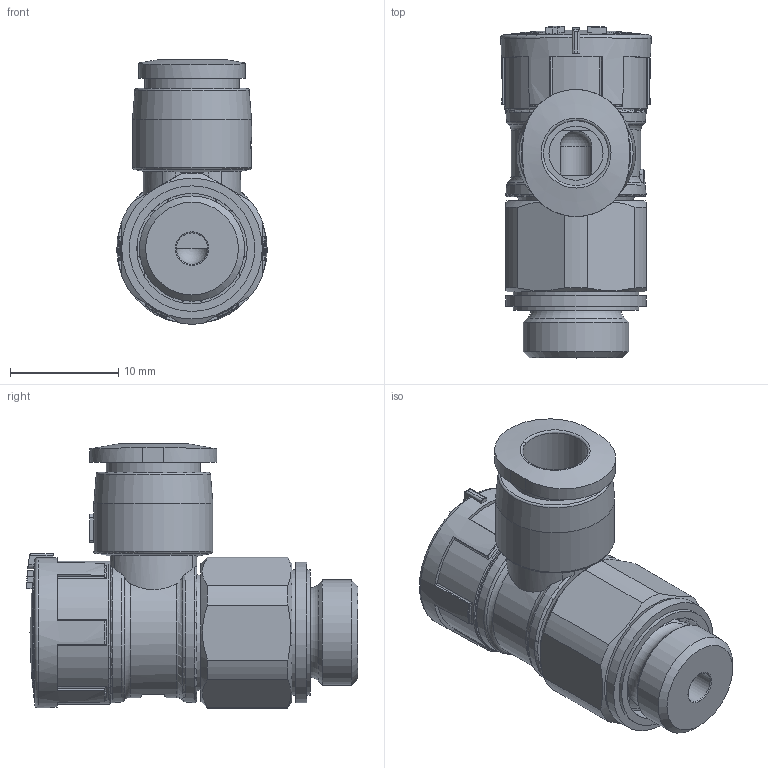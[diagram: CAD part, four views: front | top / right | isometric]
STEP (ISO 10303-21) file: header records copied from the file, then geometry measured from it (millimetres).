
FILE_DESCRIPTION(/* description */ ('STEP AP214'),/* implementation_level */ '2;1');
FILE_NAME(/* name */ '8095433_VFOE-LE-T-G18-Q6-P50',/* time_stamp */ '2024-09-16T11:45:14+02:00',/* author */ ('License CC BY-ND 4.0'),/* organization */ ('CADENAS'),/* preprocessor_version */ 'ST-DEVELOPER v19.3',/* originating_system */ 'PARTsolutions',/* authorisation */ ' ');
FILE_SCHEMA (('AUTOMOTIVE_DESIGN {1 0 10303 214 3 1 1}'));
Length unit declared in the file: millimetre
Products named in the file (3): 8095433 VFOE-LE-T-G18-Q6-P50---(high); 8068726 VFOE-LE-T-G18-Q6---(highp); 33840 OL-1/8
Assembly tree (2 placements, depth 2):
  8095433 VFOE-LE-T-G18-Q6-P50---(high)
    8068726 VFOE-LE-T-G18-Q6---(highp)
    33840 OL-1/8
Bounding box: 13.91 x 30.66 x 24.41 mm (x, y, z)
Volume: 4124.1 mm3; surface area: 2810.3 mm2
Topology: 2 solids, 2 shells, 266 faces, 722 edges, 475 vertices
Faces by surface type: plane 134, cylinder 87, torus 29, cone 10, sphere 6
Full cylindrical faces by diameter (mm): 2.9 x1, 5 x1, 6 x1, 8.72 x1, 9.728 x1, 10.2 x1, 11 x1, 11.6 x2, 13 x1, 13.2 x1
Entity records: 9887 total; most frequent: CARTESIAN_POINT 1825, DIRECTION 1362, ORIENTED_EDGE 1350, EDGE_CURVE 675, AXIS2_PLACEMENT_3D 546, VERTEX_POINT 459, EDGE_LOOP 316, FACE_BOUND 316
